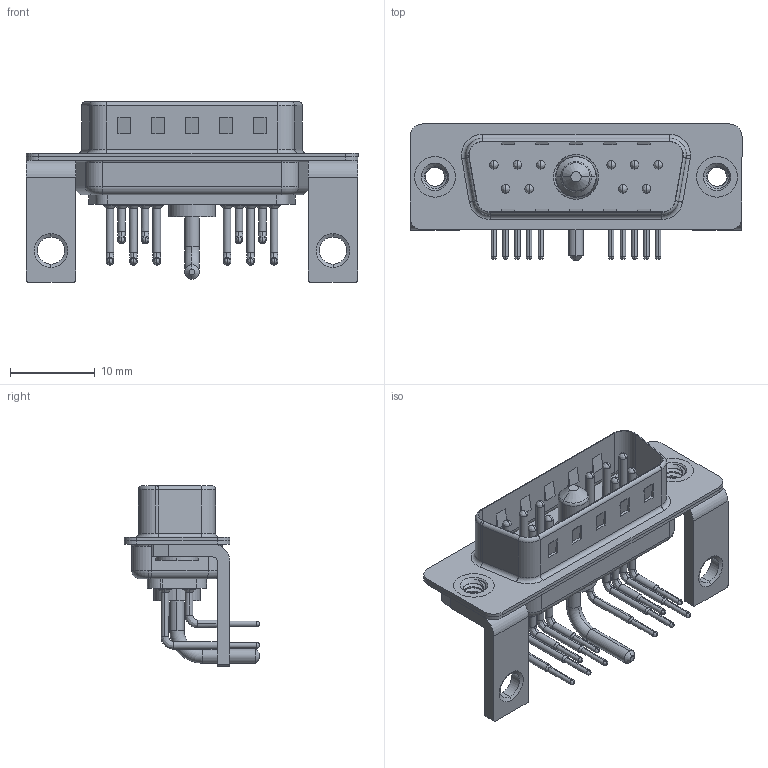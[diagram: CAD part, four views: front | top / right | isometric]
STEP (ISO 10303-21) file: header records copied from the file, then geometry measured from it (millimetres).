
FILE_DESCRIPTION (( 'STEP AP203' ), '1' );
FILE_NAME ('629-11W1640-1N4.STEP', '2022-05-06T23:48:18', ( '' ), ( '' ), 'SwSTEP 2.0', 'SolidWorks 2020', '' );
FILE_SCHEMA (( 'CONFIG_CONTROL_DESIGN' ));
Length unit declared in the file: millimetre
Products named in the file (9): 629Combo Shell Front_15 Contacts; 629Combo Contact Row 1; 629Combo Contact Row 2; 629-11W1640-1N4; 629Combo Threaded Rivet_3; Power Pin_10A RA; 629Combo Shell Rear_15 Contacts; 629Combo Stabilizer Bracket; 629Combo Housing_11W1
Assembly tree (18 placements, depth 2):
  629-11W1640-1N4
    629Combo Housing_11W1
    629Combo Shell Rear_15 Contacts
    629Combo Shell Front_15 Contacts
    629Combo Threaded Rivet_3  x2
    629Combo Stabilizer Bracket  x2
    Power Pin_10A RA
    629Combo Contact Row 1  x6
    629Combo Contact Row 2  x4
Bounding box: 39.2 x 16.05 x 21.3 mm (x, y, z)
Volume: 2272.7 mm3; surface area: 5769.1 mm2
Topology: 19 solids, 22 shells, 1536 faces, 4188 edges, 2710 vertices
Faces by surface type: plane 818, cylinder 536, bspline 67, cone 61, torus 54
Entity records: 23086 total; most frequent: CARTESIAN_POINT 5168, DIRECTION 3636, ORIENTED_EDGE 3396, EDGE_CURVE 1698, AXIS2_PLACEMENT_3D 1311, VERTEX_POINT 1093, LINE 1014, VECTOR 1014
